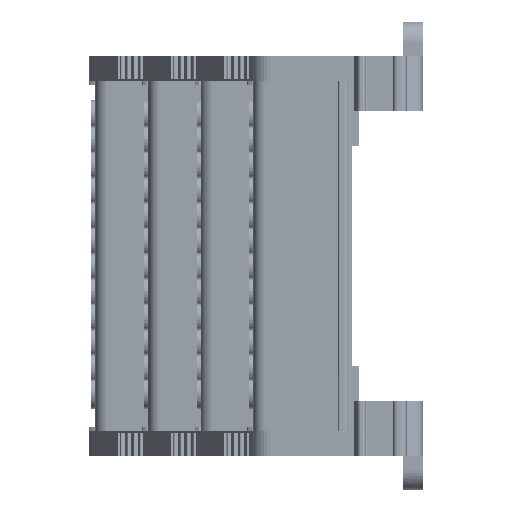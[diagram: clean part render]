
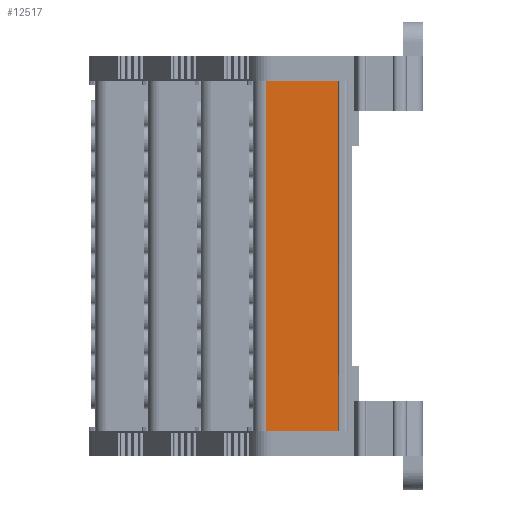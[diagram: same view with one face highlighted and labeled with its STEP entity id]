
A CAD part, left-side view. The second image highlights one B-rep face of the part: STEP entity #12517.
In plain terms, the highlighted planar face has unit normal (-1, 0.018, 0).
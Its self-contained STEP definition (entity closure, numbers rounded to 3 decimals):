
#12517 = ADVANCED_FACE ( 'NONE', ( #175972 ), #175907, .T. ) ;
#27547 = ORIENTED_EDGE ( 'NONE', *, *, #85292, .T. ) ;
#27603 = ORIENTED_EDGE ( 'NONE', *, *, #85401, .T. ) ;
#27701 = ORIENTED_EDGE ( 'NONE', *, *, #85267, .F. ) ;
#27773 = ORIENTED_EDGE ( 'NONE', *, *, #85364, .T. ) ;
#32756 = VECTOR ( 'NONE', #109149, 1000. ) ;
#32766 = VECTOR ( 'NONE', #154285, 1000. ) ;
#38068 = AXIS2_PLACEMENT_3D ( 'NONE', #175959, #176004, #175966 ) ;
#39922 = CARTESIAN_POINT ( 'NONE',  ( -91.766, 81.405, 86.561 ) ) ;
#39988 = CARTESIAN_POINT ( 'NONE',  ( -92.098, 62.376, 0.015 ) ) ;
#40128 = CARTESIAN_POINT ( 'NONE',  ( -92.098, 62.376, 86.561 ) ) ;
#40697 = CARTESIAN_POINT ( 'NONE',  ( -91.766, 81.405, 0.015 ) ) ;
#85267 = EDGE_CURVE ( 'NONE', #96478, #96684, #90041, .T. ) ;
#85292 = EDGE_CURVE ( 'NONE', #96519, #96684, #154255, .T. ) ;
#85364 = EDGE_CURVE ( 'NONE', #96478, #96987, #109228, .T. ) ;
#85401 = EDGE_CURVE ( 'NONE', #96987, #96519, #90127, .T. ) ;
#88218 = EDGE_LOOP ( 'NONE', ( #27603, #27547, #27701, #27773 ) ) ;
#90041 = B_SPLINE_CURVE_WITH_KNOTS ( 'NONE', 3,
 ( #154091, #154072, #154094, #154098 ),
 .UNSPECIFIED., .F., .F.,
 ( 4, 4 ),
 ( 0., 1. ),
 .UNSPECIFIED. ) ;
#90127 = B_SPLINE_CURVE_WITH_KNOTS ( 'NONE', 3,
 ( #109554, #109556, #109615, #109664 ),
 .UNSPECIFIED., .F., .F.,
 ( 4, 4 ),
 ( 0., 1. ),
 .UNSPECIFIED. ) ;
#96478 = VERTEX_POINT ( 'NONE', #39922 ) ;
#96519 = VERTEX_POINT ( 'NONE', #39988 ) ;
#96684 = VERTEX_POINT ( 'NONE', #40128 ) ;
#96987 = VERTEX_POINT ( 'NONE', #40697 ) ;
#109149 = DIRECTION ( 'NONE',  ( 0., 0., -1. ) ) ;
#109228 = LINE ( 'NONE', #109233, #32756 ) ;
#109233 = CARTESIAN_POINT ( 'NONE',  ( -91.766, 81.405, 163.453 ) ) ;
#109554 = CARTESIAN_POINT ( 'NONE',  ( -91.766, 81.405, 0.015 ) ) ;
#109556 = CARTESIAN_POINT ( 'NONE',  ( -91.877, 75.062, 0.015 ) ) ;
#109615 = CARTESIAN_POINT ( 'NONE',  ( -91.987, 68.719, 0.015 ) ) ;
#109664 = CARTESIAN_POINT ( 'NONE',  ( -92.098, 62.376, 0.015 ) ) ;
#154072 = CARTESIAN_POINT ( 'NONE',  ( -91.877, 75.062, 86.561 ) ) ;
#154091 = CARTESIAN_POINT ( 'NONE',  ( -91.766, 81.405, 86.561 ) ) ;
#154094 = CARTESIAN_POINT ( 'NONE',  ( -91.987, 68.719, 86.561 ) ) ;
#154098 = CARTESIAN_POINT ( 'NONE',  ( -92.098, 62.376, 86.561 ) ) ;
#154255 = LINE ( 'NONE', #154265, #32766 ) ;
#154265 = CARTESIAN_POINT ( 'NONE',  ( -92.098, 62.376, 163.453 ) ) ;
#154285 = DIRECTION ( 'NONE',  ( 0., 0., 1. ) ) ;
#175907 = PLANE ( 'NONE',  #38068 ) ;
#175959 = CARTESIAN_POINT ( 'NONE',  ( -92.098, 62.376, 163.453 ) ) ;
#175966 = DIRECTION ( 'NONE',  ( -0.017, -1., 0. ) ) ;
#175972 = FACE_OUTER_BOUND ( 'NONE', #88218, .T. ) ;
#176004 = DIRECTION ( 'NONE',  ( -1., 0.017, 0. ) ) ;
